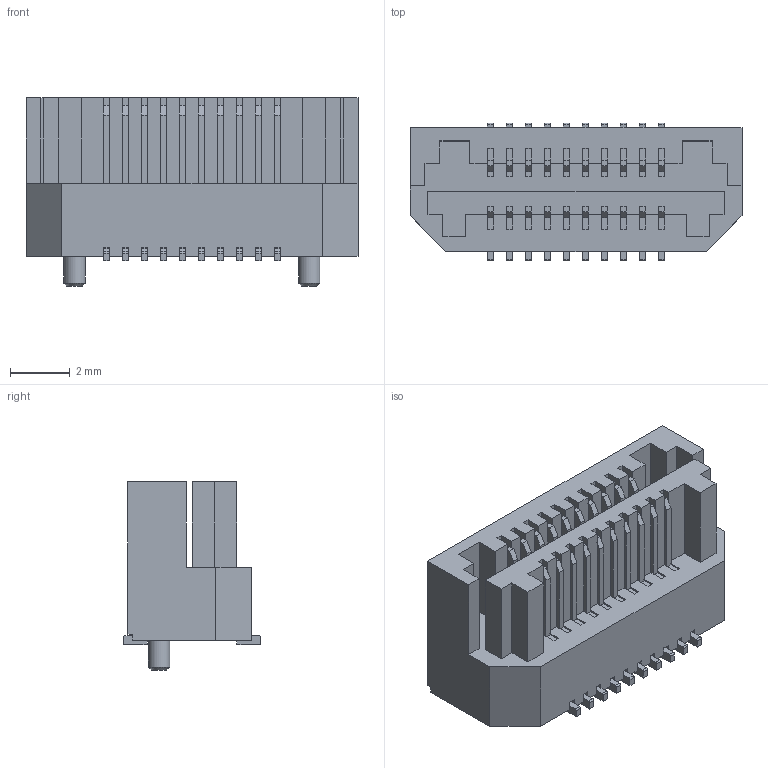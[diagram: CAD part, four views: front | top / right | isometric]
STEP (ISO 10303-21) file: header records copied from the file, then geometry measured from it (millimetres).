
FILE_DESCRIPTION(/* description */ (''),/* implementation_level */ '2;1');
FILE_NAME(/* name */ 'LSS-110-03-F-DV-A-TR.step',/* time_stamp */ '2021-02-08T16:56:20+02:00',/* author */ (''),/* organization */ (''),/* preprocessor_version */ 'ST-DEVELOPER v18.1',/* originating_system */ 'Autodesk Translation Framework v9.7.1.1290',/* authorisation */ '');
FILE_SCHEMA (('AUTOMOTIVE_DESIGN { 1 0 10303 214 3 1 1 }'));
Length unit declared in the file: millimetre
Products named in the file (3): (Unsaved); _LSS-10-03-A-_socket; _C-185-10-03
Assembly tree (2 placements, depth 2):
  (Unsaved)
    _LSS-10-03-A-_socket
    _C-185-10-03
Bounding box: 11.1 x 4.6 x 6.3 mm (x, y, z)
Volume: 178.9 mm3; surface area: 657.1 mm2
Topology: 2 solids, 2 shells, 681 faces, 2022 edges, 1308 vertices
Faces by surface type: plane 577, cylinder 102, cone 2
Full cylindrical faces by diameter (mm): 0.71 x2
Entity records: 23224 total; most frequent: ORIENTED_EDGE 4044, CARTESIAN_POINT 4016, DIRECTION 3602, EDGE_CURVE 2022, LINE 1814, VECTOR 1814, VERTEX_POINT 1308, AXIS2_PLACEMENT_3D 894
